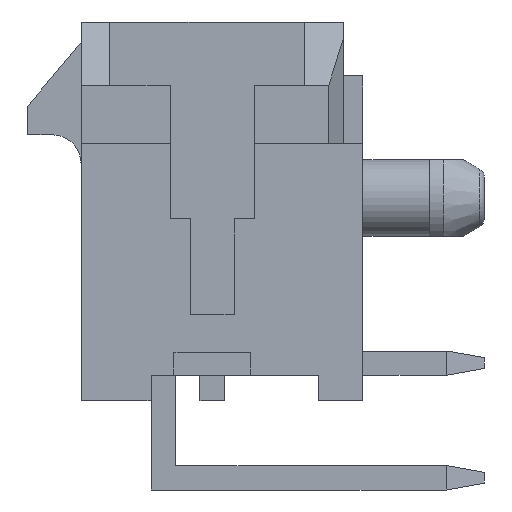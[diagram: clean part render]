
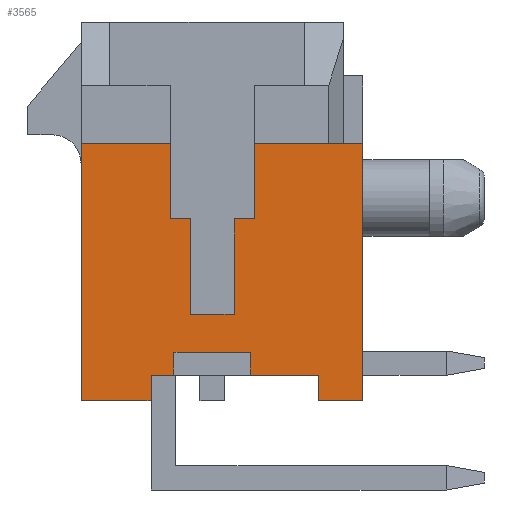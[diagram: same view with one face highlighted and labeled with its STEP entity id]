
A CAD part, left-side view. The second image highlights one B-rep face of the part: STEP entity #3565.
In plain terms, the highlighted planar face has unit normal (-1, 0, 0).
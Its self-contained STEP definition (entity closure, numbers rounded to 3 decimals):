
#110=FACE_OUTER_BOUND('',#304,.T.);
#304=EDGE_LOOP('',(#2583,#2584,#2585,#2586,#2587,#2588,#2589,#2590,#2591,
#2592,#2593,#2594,#2595,#2596,#2597,#2598,#2599,#2600,#2601,#2602));
#519=LINE('',#4999,#1013);
#521=LINE('',#5003,#1015);
#526=LINE('',#5012,#1020);
#546=LINE('',#5054,#1040);
#630=LINE('',#5222,#1124);
#640=LINE('',#5242,#1134);
#653=LINE('',#5266,#1147);
#654=LINE('',#5270,#1148);
#655=LINE('',#5272,#1149);
#656=LINE('',#5273,#1150);
#657=LINE('',#5274,#1151);
#658=LINE('',#5276,#1152);
#659=LINE('',#5277,#1153);
#660=LINE('',#5279,#1154);
#661=LINE('',#5281,#1155);
#662=LINE('',#5283,#1156);
#663=LINE('',#5285,#1157);
#664=LINE('',#5287,#1158);
#665=LINE('',#5289,#1159);
#666=LINE('',#5290,#1160);
#1013=VECTOR('',#4033,1.98);
#1015=VECTOR('',#4037,2.84);
#1020=VECTOR('',#4044,2.33);
#1040=VECTOR('',#4076,6.74);
#1124=VECTOR('',#4204,1.15);
#1134=VECTOR('',#4224,2.5);
#1147=VECTOR('',#4241,2.5);
#1148=VECTOR('',#4244,1.78);
#1149=VECTOR('',#4245,0.67);
#1150=VECTOR('',#4246,1.16);
#1151=VECTOR('',#4247,0.525);
#1152=VECTOR('',#4248,0.525);
#1153=VECTOR('',#4249,1.98);
#1154=VECTOR('',#4250,6.74);
#1155=VECTOR('',#4251,1.83);
#1156=VECTOR('',#4252,0.67);
#1157=VECTOR('',#4253,0.6);
#1158=VECTOR('',#4254,0.6);
#1159=VECTOR('',#4255,2.);
#1160=VECTOR('',#4256,0.6);
#1497=VERTEX_POINT('',#4996);
#1498=VERTEX_POINT('',#4998);
#1499=VERTEX_POINT('',#5002);
#1501=VERTEX_POINT('',#5008);
#1502=VERTEX_POINT('',#5010);
#1518=VERTEX_POINT('',#5053);
#1579=VERTEX_POINT('',#5219);
#1580=VERTEX_POINT('',#5221);
#1585=VERTEX_POINT('',#5241);
#1594=VERTEX_POINT('',#5264);
#1595=VERTEX_POINT('',#5268);
#1596=VERTEX_POINT('',#5269);
#1597=VERTEX_POINT('',#5271);
#1598=VERTEX_POINT('',#5275);
#1599=VERTEX_POINT('',#5278);
#1600=VERTEX_POINT('',#5280);
#1601=VERTEX_POINT('',#5282);
#1602=VERTEX_POINT('',#5284);
#1603=VERTEX_POINT('',#5286);
#1604=VERTEX_POINT('',#5288);
#1840=EDGE_CURVE('',#1498,#1497,#519,.T.);
#1842=EDGE_CURVE('',#1498,#1499,#521,.T.);
#1847=EDGE_CURVE('',#1502,#1501,#526,.T.);
#1867=EDGE_CURVE('',#1518,#1499,#546,.T.);
#1951=EDGE_CURVE('',#1580,#1579,#630,.T.);
#1961=EDGE_CURVE('',#1585,#1580,#640,.T.);
#1974=EDGE_CURVE('',#1579,#1594,#653,.T.);
#1975=EDGE_CURVE('',#1595,#1596,#654,.T.);
#1976=EDGE_CURVE('',#1597,#1595,#655,.T.);
#1977=EDGE_CURVE('',#1597,#1518,#656,.T.);
#1978=EDGE_CURVE('',#1497,#1585,#657,.T.);
#1979=EDGE_CURVE('',#1594,#1598,#658,.T.);
#1980=EDGE_CURVE('',#1501,#1598,#659,.T.);
#1981=EDGE_CURVE('',#1599,#1502,#660,.T.);
#1982=EDGE_CURVE('',#1599,#1600,#661,.T.);
#1983=EDGE_CURVE('',#1600,#1601,#662,.T.);
#1984=EDGE_CURVE('',#1602,#1601,#663,.T.);
#1985=EDGE_CURVE('',#1602,#1603,#664,.T.);
#1986=EDGE_CURVE('',#1603,#1604,#665,.T.);
#1987=EDGE_CURVE('',#1604,#1596,#666,.T.);
#2583=ORIENTED_EDGE('',*,*,#1975,.F.);
#2584=ORIENTED_EDGE('',*,*,#1976,.F.);
#2585=ORIENTED_EDGE('',*,*,#1977,.T.);
#2586=ORIENTED_EDGE('',*,*,#1867,.T.);
#2587=ORIENTED_EDGE('',*,*,#1842,.F.);
#2588=ORIENTED_EDGE('',*,*,#1840,.T.);
#2589=ORIENTED_EDGE('',*,*,#1978,.T.);
#2590=ORIENTED_EDGE('',*,*,#1961,.T.);
#2591=ORIENTED_EDGE('',*,*,#1951,.T.);
#2592=ORIENTED_EDGE('',*,*,#1974,.T.);
#2593=ORIENTED_EDGE('',*,*,#1979,.T.);
#2594=ORIENTED_EDGE('',*,*,#1980,.F.);
#2595=ORIENTED_EDGE('',*,*,#1847,.F.);
#2596=ORIENTED_EDGE('',*,*,#1981,.F.);
#2597=ORIENTED_EDGE('',*,*,#1982,.T.);
#2598=ORIENTED_EDGE('',*,*,#1983,.T.);
#2599=ORIENTED_EDGE('',*,*,#1984,.F.);
#2600=ORIENTED_EDGE('',*,*,#1985,.T.);
#2601=ORIENTED_EDGE('',*,*,#1986,.T.);
#2602=ORIENTED_EDGE('',*,*,#1987,.T.);
#3380=PLANE('',#3775);
#3565=ADVANCED_FACE('',(#110),#3380,.T.);
#3775=AXIS2_PLACEMENT_3D('',#5267,#4242,#4243);
#4033=DIRECTION('',(0.,0.,-1.));
#4037=DIRECTION('',(0.,-1.,0.));
#4044=DIRECTION('',(0.,-1.,0.));
#4076=DIRECTION('',(0.,0.,1.));
#4204=DIRECTION('',(0.,1.,0.));
#4224=DIRECTION('',(0.,0.,-1.));
#4241=DIRECTION('',(0.,0.,1.));
#4242=DIRECTION('center_axis',(-1.,0.,0.));
#4243=DIRECTION('ref_axis',(0.,0.,1.));
#4244=DIRECTION('',(0.,1.,0.));
#4245=DIRECTION('',(0.,0.,1.));
#4246=DIRECTION('',(0.,-1.,0.));
#4247=DIRECTION('',(0.,1.,0.));
#4248=DIRECTION('',(0.,1.,0.));
#4249=DIRECTION('',(0.,0.,-1.));
#4250=DIRECTION('',(0.,0.,1.));
#4251=DIRECTION('',(0.,-1.,0.));
#4252=DIRECTION('',(0.,0.,1.));
#4253=DIRECTION('',(0.,1.,0.));
#4254=DIRECTION('',(0.,0.,1.));
#4255=DIRECTION('',(0.,-1.,0.));
#4256=DIRECTION('',(0.,0.,-1.));
#4996=CARTESIAN_POINT('',(-3.575,-1.1,-0.195));
#4998=CARTESIAN_POINT('',(-3.575,-1.1,1.785));
#4999=CARTESIAN_POINT('',(-3.575,-1.1,1.785));
#5002=CARTESIAN_POINT('',(-3.575,-3.94,1.785));
#5003=CARTESIAN_POINT('',(-3.575,-1.1,1.785));
#5008=CARTESIAN_POINT('',(-3.575,1.1,1.785));
#5010=CARTESIAN_POINT('',(-3.575,3.43,1.785));
#5012=CARTESIAN_POINT('',(-3.575,3.43,1.785));
#5053=CARTESIAN_POINT('',(-3.575,-3.94,-4.955));
#5054=CARTESIAN_POINT('',(-3.575,-3.94,-4.955));
#5219=CARTESIAN_POINT('',(-3.575,0.575,-2.695));
#5221=CARTESIAN_POINT('',(-3.575,-0.575,-2.695));
#5222=CARTESIAN_POINT('',(-3.575,-0.575,-2.695));
#5241=CARTESIAN_POINT('',(-3.575,-0.575,-0.195));
#5242=CARTESIAN_POINT('',(-3.575,-0.575,-0.195));
#5264=CARTESIAN_POINT('',(-3.575,0.575,-0.195));
#5266=CARTESIAN_POINT('',(-3.575,0.575,-2.695));
#5267=CARTESIAN_POINT('Origin',(-3.575,3.43,-4.955));
#5268=CARTESIAN_POINT('',(-3.575,-2.78,-4.285));
#5269=CARTESIAN_POINT('',(-3.575,-1.,-4.285));
#5270=CARTESIAN_POINT('',(-3.575,-2.78,-4.285));
#5271=CARTESIAN_POINT('',(-3.575,-2.78,-4.955));
#5272=CARTESIAN_POINT('',(-3.575,-2.78,-4.955));
#5273=CARTESIAN_POINT('',(-3.575,-2.78,-4.955));
#5274=CARTESIAN_POINT('',(-3.575,-1.1,-0.195));
#5275=CARTESIAN_POINT('',(-3.575,1.1,-0.195));
#5276=CARTESIAN_POINT('',(-3.575,0.575,-0.195));
#5277=CARTESIAN_POINT('',(-3.575,1.1,1.785));
#5278=CARTESIAN_POINT('',(-3.575,3.43,-4.955));
#5279=CARTESIAN_POINT('',(-3.575,3.43,-4.955));
#5280=CARTESIAN_POINT('',(-3.575,1.6,-4.955));
#5281=CARTESIAN_POINT('',(-3.575,3.43,-4.955));
#5282=CARTESIAN_POINT('',(-3.575,1.6,-4.285));
#5283=CARTESIAN_POINT('',(-3.575,1.6,-4.955));
#5284=CARTESIAN_POINT('',(-3.575,1.,-4.285));
#5285=CARTESIAN_POINT('',(-3.575,1.,-4.285));
#5286=CARTESIAN_POINT('',(-3.575,1.,-3.685));
#5287=CARTESIAN_POINT('',(-3.575,1.,-4.285));
#5288=CARTESIAN_POINT('',(-3.575,-1.,-3.685));
#5289=CARTESIAN_POINT('',(-3.575,1.,-3.685));
#5290=CARTESIAN_POINT('',(-3.575,-1.,-3.685));
